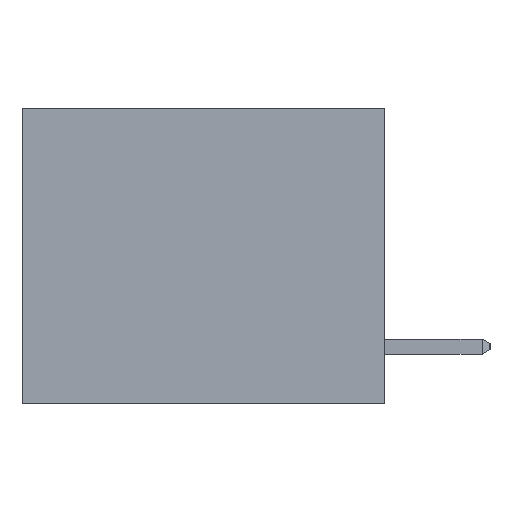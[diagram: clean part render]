
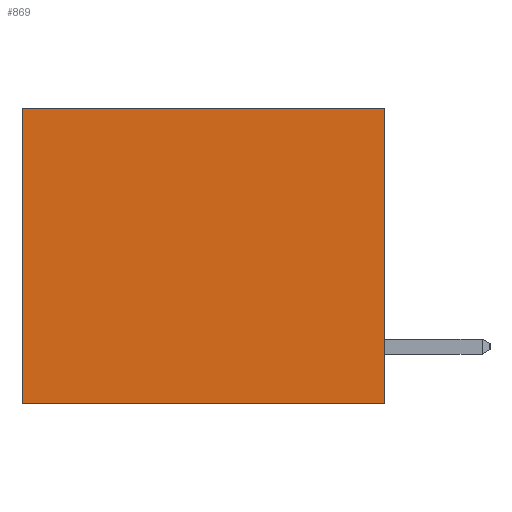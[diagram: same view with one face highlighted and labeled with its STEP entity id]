
A CAD part, left-side view. The second image highlights one B-rep face of the part: STEP entity #869.
In plain terms, the highlighted planar face has unit normal (-1, 0, 0).
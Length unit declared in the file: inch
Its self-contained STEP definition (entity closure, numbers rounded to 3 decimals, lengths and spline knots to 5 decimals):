
#167 = VERTEX_POINT ( 'NONE', #9193 ) ;
#722 = DIRECTION ( 'NONE',  ( 0., 0., -1. ) ) ;
#851 = VECTOR ( 'NONE', #11280, 39.37008 ) ;
#869 = ADVANCED_FACE ( 'NONE', ( #8890 ), #4580, .F. ) ;
#1010 = VERTEX_POINT ( 'NONE', #10833 ) ;
#1040 = ORIENTED_EDGE ( 'NONE', *, *, #1053, .T. ) ;
#1053 = EDGE_CURVE ( 'NONE', #167, #7516, #8122, .T. ) ;
#1375 = ORIENTED_EDGE ( 'NONE', *, *, #7818, .T. ) ;
#2206 = DIRECTION ( 'NONE',  ( 0., 1., 0. ) ) ;
#2781 = CARTESIAN_POINT ( 'NONE',  ( 0.3165, 0., -0.49 ) ) ;
#2918 = AXIS2_PLACEMENT_3D ( 'NONE', #2781, #11296, #722 ) ;
#3428 = ORIENTED_EDGE ( 'NONE', *, *, #5368, .F. ) ;
#3776 = CARTESIAN_POINT ( 'NONE',  ( 0.3165, 0.6, 0. ) ) ;
#3970 = DIRECTION ( 'NONE',  ( 0., 1., 0. ) ) ;
#4580 = PLANE ( 'NONE',  #2918 ) ;
#5032 = LINE ( 'NONE', #9420, #851 ) ;
#5368 = EDGE_CURVE ( 'NONE', #6943, #1010, #9464, .T. ) ;
#5691 = VECTOR ( 'NONE', #3970, 39.37008 ) ;
#6114 = ORIENTED_EDGE ( 'NONE', *, *, #8359, .F. ) ;
#6170 = EDGE_LOOP ( 'NONE', ( #1375, #3428, #6114, #1040 ) ) ;
#6816 = LINE ( 'NONE', #11606, #11350 ) ;
#6943 = VERTEX_POINT ( 'NONE', #7288 ) ;
#7288 = CARTESIAN_POINT ( 'NONE',  ( 0.3165, 0., -0.49 ) ) ;
#7516 = VERTEX_POINT ( 'NONE', #3776 ) ;
#7818 = EDGE_CURVE ( 'NONE', #7516, #1010, #5032, .T. ) ;
#7843 = CARTESIAN_POINT ( 'NONE',  ( 0.3165, 0., -0.49 ) ) ;
#7852 = CARTESIAN_POINT ( 'NONE',  ( 0.3165, 0., 0. ) ) ;
#8122 = LINE ( 'NONE', #7852, #5691 ) ;
#8359 = EDGE_CURVE ( 'NONE', #167, #6943, #6816, .T. ) ;
#8406 = VECTOR ( 'NONE', #2206, 39.37008 ) ;
#8890 = FACE_OUTER_BOUND ( 'NONE', #6170, .T. ) ;
#9193 = CARTESIAN_POINT ( 'NONE',  ( 0.3165, 0., 0. ) ) ;
#9420 = CARTESIAN_POINT ( 'NONE',  ( 0.3165, 0.6, -0.49 ) ) ;
#9464 = LINE ( 'NONE', #7843, #8406 ) ;
#10833 = CARTESIAN_POINT ( 'NONE',  ( 0.3165, 0.6, -0.49 ) ) ;
#11280 = DIRECTION ( 'NONE',  ( 0., 0., -1. ) ) ;
#11296 = DIRECTION ( 'NONE',  ( 1., 0., 0. ) ) ;
#11350 = VECTOR ( 'NONE', #12361, 39.37008 ) ;
#11606 = CARTESIAN_POINT ( 'NONE',  ( 0.3165, 0., -0.49 ) ) ;
#12361 = DIRECTION ( 'NONE',  ( 0., 0., -1. ) ) ;
